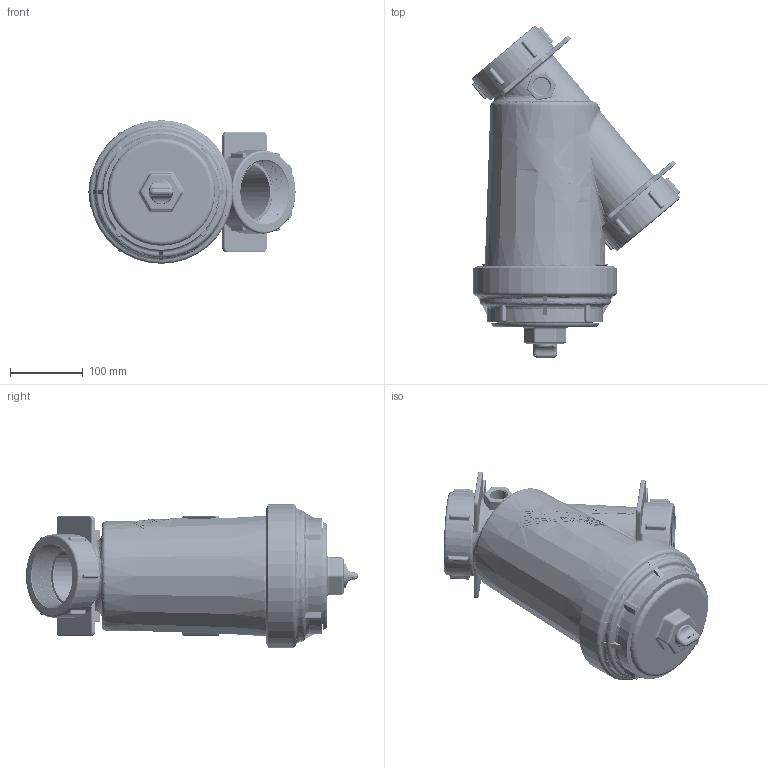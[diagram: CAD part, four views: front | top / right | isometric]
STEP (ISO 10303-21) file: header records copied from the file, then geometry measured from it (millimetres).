
FILE_DESCRIPTION(/* description */ ('3" MLS THREADED STRAINER 50 MESH'),/* implementation_level */ '2;1');
FILE_NAME(/* name */ 'LSM300-50.stp',/* time_stamp */ '2020-09-08T10:33:59-04:00',/* author */ ('MEG'),/* organization */ (''),/* preprocessor_version */ 'ST-DEVELOPER v17.2',/* originating_system */ 'Autodesk Inventor 2019',/* authorisation */ '');
FILE_SCHEMA (('AUTOMOTIVE_DESIGN { 1 0 10303 214 3 1 1 }'));
Products named in the file (11): LSM300-50; MLS300B1; 13777; 13778; LS300EC; LS300ECX; LS350; MLS300CAP; MLS300CAPX; MLS300ECG; MLS300G
Assembly tree (10 placements, depth 3):
  LSM300-50
    MLS300B1
    13777
    13778
    LS300EC
      LS300ECX
    LS350
    MLS300CAP
      MLS300CAPX
    MLS300ECG
    MLS300G
Bounding box: 284.43 x 455.05 x 196.85 mm (x, y, z)
Volume: 3291492.4 mm3; surface area: 834624.8 mm2
Topology: 8 solids, 8 shells, 2111 faces, 6822 edges, 4728 vertices
Faces by surface type: cylinder 955, plane 573, bspline 352, torus 126, cone 77, sphere 28
Full cylindrical faces by diameter (mm): 6.35 x540, 17.78 x1, 23.114 x2, 33.274 x1, 76.2 x2, 83.82 x18, 101.6 x1, 103.188 x1, 107.493 x1, 109.525 x2, 109.652 x1, 109.728 x1, 114.3 x2, 118.872 x1, 119.438 x4, 120.127 x5, 125.73 x1, 125.865 x3, 127 x1, 137.516 x1, 146.05 x1, 154.94 x1, 157.988 x1, 158.242 x1, 165.1 x3, 166.624 x1, 167.64 x2, 172.72 x2, 175.26 x3, 179.578 x1
Entity records: 135968 total; most frequent: CARTESIAN_POINT 79052, ORIENTED_EDGE 13588, DIRECTION 8620, EDGE_CURVE 6794, VERTEX_POINT 4728, AXIS2_PLACEMENT_3D 3257, EDGE_LOOP 3246, B_SPLINE_CURVE_WITH_KNOTS 3209
